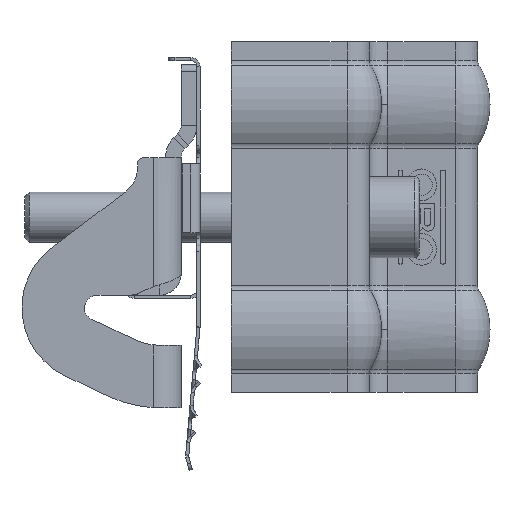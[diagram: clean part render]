
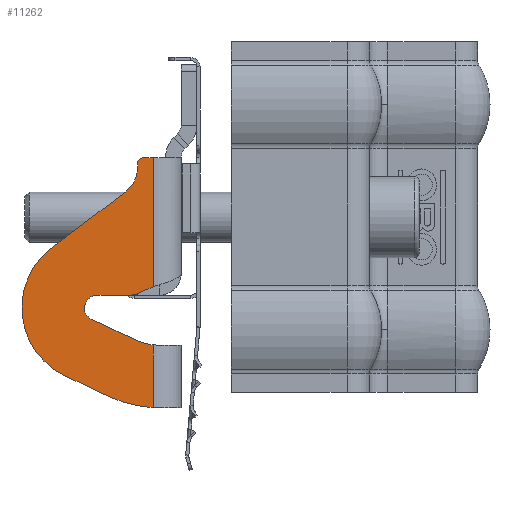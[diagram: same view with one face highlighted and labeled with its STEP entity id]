
A CAD part, left-side view. The second image highlights one B-rep face of the part: STEP entity #11262.
In plain terms, the highlighted planar face has unit normal (-1, 0, 0).
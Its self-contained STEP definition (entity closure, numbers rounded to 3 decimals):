
#230 = CIRCLE ( 'NONE', #8945, 5. ) ;
#349 = CARTESIAN_POINT ( 'NONE',  ( -27., 9.282, -18.077 ) ) ;
#408 = VERTEX_POINT ( 'NONE', #1929 ) ;
#493 = DIRECTION ( 'NONE',  ( 0., 0., 1. ) ) ;
#600 = ORIENTED_EDGE ( 'NONE', *, *, #1351, .F. ) ;
#616 = VERTEX_POINT ( 'NONE', #9976 ) ;
#703 = DIRECTION ( 'NONE',  ( 0., 0., 1. ) ) ;
#707 = CARTESIAN_POINT ( 'NONE',  ( -27., 4.472, 20. ) ) ;
#726 = ORIENTED_EDGE ( 'NONE', *, *, #12398, .F. ) ;
#885 = ORIENTED_EDGE ( 'NONE', *, *, #3987, .T. ) ;
#916 = DIRECTION ( 'NONE',  ( 0., 0.906, -0.423 ) ) ;
#930 = AXIS2_PLACEMENT_3D ( 'NONE', #7626, #3829, #12417 ) ;
#994 = DIRECTION ( 'NONE',  ( 1., 0., 0. ) ) ;
#1351 = EDGE_CURVE ( 'NONE', #1914, #2817, #7394, .T. ) ;
#1654 = EDGE_CURVE ( 'NONE', #408, #10234, #14156, .T. ) ;
#1663 = LINE ( 'NONE', #6495, #12694 ) ;
#1861 = CARTESIAN_POINT ( 'NONE',  ( -27., 4.472, 19. ) ) ;
#1914 = VERTEX_POINT ( 'NONE', #349 ) ;
#1929 = CARTESIAN_POINT ( 'NONE',  ( -27., 2., -9.918 ) ) ;
#2001 = VERTEX_POINT ( 'NONE', #10029 ) ;
#2133 = CARTESIAN_POINT ( 'NONE',  ( -27., 0.725, 0. ) ) ;
#2241 = CARTESIAN_POINT ( 'NONE',  ( -27., 0.725, 0. ) ) ;
#2393 = DIRECTION ( 'NONE',  ( 0., 0., 1. ) ) ;
#2425 = ORIENTED_EDGE ( 'NONE', *, *, #3604, .T. ) ;
#2699 = CIRCLE ( 'NONE', #4422, 5. ) ;
#2721 = CARTESIAN_POINT ( 'NONE',  ( -27., 16.107, -14.846 ) ) ;
#2805 = DIRECTION ( 'NONE',  ( 0., 0., 1. ) ) ;
#2817 = VERTEX_POINT ( 'NONE', #14758 ) ;
#3003 = LINE ( 'NONE', #6593, #8298 ) ;
#3040 = VECTOR ( 'NONE', #10735, 1000. ) ;
#3217 = ORIENTED_EDGE ( 'NONE', *, *, #4438, .T. ) ;
#3370 = CARTESIAN_POINT ( 'NONE',  ( -27., 4.472, 16. ) ) ;
#3604 = EDGE_CURVE ( 'NONE', #616, #12994, #230, .T. ) ;
#3676 = ORIENTED_EDGE ( 'NONE', *, *, #14631, .F. ) ;
#3753 = CARTESIAN_POINT ( 'NONE',  ( -27., 2., -19.959 ) ) ;
#3829 = DIRECTION ( 'NONE',  ( 1., 0., 0. ) ) ;
#3987 = EDGE_CURVE ( 'NONE', #6085, #2001, #2699, .T. ) ;
#4194 = CARTESIAN_POINT ( 'NONE',  ( -27., 9.472, 18.482 ) ) ;
#4236 = ORIENTED_EDGE ( 'NONE', *, *, #12041, .F. ) ;
#4289 = DIRECTION ( 'NONE',  ( 0., 0., -1. ) ) ;
#4422 = AXIS2_PLACEMENT_3D ( 'NONE', #4194, #12412, #2805 ) ;
#4437 = CARTESIAN_POINT ( 'NONE',  ( -27., 2., 0. ) ) ;
#4438 = EDGE_CURVE ( 'NONE', #10372, #616, #11606, .T. ) ;
#4695 = CARTESIAN_POINT ( 'NONE',  ( -27., 11.828, -5.808 ) ) ;
#4912 = VERTEX_POINT ( 'NONE', #9225 ) ;
#4937 = ORIENTED_EDGE ( 'NONE', *, *, #10380, .T. ) ;
#5071 = ORIENTED_EDGE ( 'NONE', *, *, #6836, .T. ) ;
#5239 = CARTESIAN_POINT ( 'NONE',  ( -27., 6.086, 3. ) ) ;
#5319 = ORIENTED_EDGE ( 'NONE', *, *, #12145, .T. ) ;
#5392 = DIRECTION ( 'NONE',  ( 0., -1., 0. ) ) ;
#5475 = CARTESIAN_POINT ( 'NONE',  ( -27., -3.528, 20. ) ) ;
#5555 = DIRECTION ( 'NONE',  ( 0., 0., -1. ) ) ;
#5754 = EDGE_LOOP ( 'NONE', ( #4236, #4937, #7041, #885, #12444, #3676, #600, #6455, #13745, #15369, #5319, #5071, #3217, #2425, #13475, #726 ) ) ;
#5775 = VECTOR ( 'NONE', #5392, 1000. ) ;
#5817 = DIRECTION ( 'NONE',  ( 1., 0., 0. ) ) ;
#6085 = VERTEX_POINT ( 'NONE', #12024 ) ;
#6130 = CARTESIAN_POINT ( 'NONE',  ( -27., 0.725, 0. ) ) ;
#6455 = ORIENTED_EDGE ( 'NONE', *, *, #10144, .F. ) ;
#6478 = AXIS2_PLACEMENT_3D ( 'NONE', #8921, #13416, #5555 ) ;
#6495 = CARTESIAN_POINT ( 'NONE',  ( -27., -2.528, 1.5 ) ) ;
#6574 = LINE ( 'NONE', #5475, #5775 ) ;
#6593 = CARTESIAN_POINT ( 'NONE',  ( -27., 2., 0. ) ) ;
#6616 = VECTOR ( 'NONE', #7619, 1000. ) ;
#6625 = DIRECTION ( 'NONE',  ( -1., 0., 0. ) ) ;
#6626 = LINE ( 'NONE', #4437, #12542 ) ;
#6676 = VERTEX_POINT ( 'NONE', #11729 ) ;
#6836 = EDGE_CURVE ( 'NONE', #4912, #10372, #7897, .T. ) ;
#6876 = DIRECTION ( 'NONE',  ( 0., 0., 1. ) ) ;
#6954 = CARTESIAN_POINT ( 'NONE',  ( -27., 3.472, 20. ) ) ;
#7041 = ORIENTED_EDGE ( 'NONE', *, *, #13919, .F. ) ;
#7394 = LINE ( 'NONE', #2721, #6616 ) ;
#7619 = DIRECTION ( 'NONE',  ( 0., 0.904, 0.428 ) ) ;
#7626 = CARTESIAN_POINT ( 'NONE',  ( -27., 10.972, -4. ) ) ;
#7801 = LINE ( 'NONE', #707, #9065 ) ;
#7897 = CIRCLE ( 'NONE', #930, 2. ) ;
#8246 = EDGE_CURVE ( 'NONE', #11748, #12994, #1663, .T. ) ;
#8281 = DIRECTION ( 'NONE',  ( 0., -0.797, 0.605 ) ) ;
#8298 = VECTOR ( 'NONE', #14887, 1000. ) ;
#8623 = DIRECTION ( 'NONE',  ( -1., 0., 0. ) ) ;
#8921 = CARTESIAN_POINT ( 'NONE',  ( -27., 10.972, -4. ) ) ;
#8945 = AXIS2_PLACEMENT_3D ( 'NONE', #5239, #6625, #703 ) ;
#9065 = VECTOR ( 'NONE', #493, 1000. ) ;
#9225 = CARTESIAN_POINT ( 'NONE',  ( -27., 11.828, -5.808 ) ) ;
#9404 = AXIS2_PLACEMENT_3D ( 'NONE', #2133, #12676, #6876 ) ;
#9976 = CARTESIAN_POINT ( 'NONE',  ( -27., 6.086, -2. ) ) ;
#10029 = CARTESIAN_POINT ( 'NONE',  ( -27., 6.449, 14.499 ) ) ;
#10144 = EDGE_CURVE ( 'NONE', #14094, #1914, #12649, .T. ) ;
#10234 = VERTEX_POINT ( 'NONE', #13331 ) ;
#10364 = PLANE ( 'NONE',  #12454 ) ;
#10372 = VERTEX_POINT ( 'NONE', #12164 ) ;
#10380 = EDGE_CURVE ( 'NONE', #12180, #11134, #14664, .T. ) ;
#10527 = FACE_OUTER_BOUND ( 'NONE', #5754, .T. ) ;
#10735 = DIRECTION ( 'NONE',  ( 0., 0.904, 0.428 ) ) ;
#10771 = VECTOR ( 'NONE', #13865, 1000. ) ;
#10805 = LINE ( 'NONE', #4695, #3040 ) ;
#11134 = VERTEX_POINT ( 'NONE', #1861 ) ;
#11233 = CARTESIAN_POINT ( 'NONE',  ( -27., 3.472, 19. ) ) ;
#11262 = ADVANCED_FACE ( 'NONE', ( #10527 ), #10364, .F. ) ;
#11606 = LINE ( 'NONE', #14962, #10771 ) ;
#11729 = CARTESIAN_POINT ( 'NONE',  ( -27., 2., 20. ) ) ;
#11748 = VERTEX_POINT ( 'NONE', #15349 ) ;
#11829 = LINE ( 'NONE', #3370, #12344 ) ;
#12024 = CARTESIAN_POINT ( 'NONE',  ( -27., 4.472, 18.482 ) ) ;
#12041 = EDGE_CURVE ( 'NONE', #12180, #6676, #6574, .T. ) ;
#12145 = EDGE_CURVE ( 'NONE', #10234, #4912, #10805, .T. ) ;
#12164 = CARTESIAN_POINT ( 'NONE',  ( -27., 10.972, -2. ) ) ;
#12180 = VERTEX_POINT ( 'NONE', #6954 ) ;
#12344 = VECTOR ( 'NONE', #8281, 1000. ) ;
#12398 = EDGE_CURVE ( 'NONE', #6676, #11748, #6626, .T. ) ;
#12412 = DIRECTION ( 'NONE',  ( 1., 0., 0. ) ) ;
#12417 = DIRECTION ( 'NONE',  ( 0., 0., -1. ) ) ;
#12444 = ORIENTED_EDGE ( 'NONE', *, *, #13583, .F. ) ;
#12454 = AXIS2_PLACEMENT_3D ( 'NONE', #2241, #994, #12858 ) ;
#12542 = VECTOR ( 'NONE', #4289, 1000. ) ;
#12617 = CARTESIAN_POINT ( 'NONE',  ( -27., 18.228, 5.558 ) ) ;
#12649 = CIRCLE ( 'NONE', #14418, 20. ) ;
#12676 = DIRECTION ( 'NONE',  ( 1., 0., 0. ) ) ;
#12691 = CARTESIAN_POINT ( 'NONE',  ( -27., 3.973, -1.532 ) ) ;
#12694 = VECTOR ( 'NONE', #916, 1000. ) ;
#12858 = DIRECTION ( 'NONE',  ( 0., 0., 1. ) ) ;
#12994 = VERTEX_POINT ( 'NONE', #12691 ) ;
#13068 = EDGE_CURVE ( 'NONE', #408, #14094, #3003, .T. ) ;
#13092 = VERTEX_POINT ( 'NONE', #12617 ) ;
#13230 = CIRCLE ( 'NONE', #6478, 12. ) ;
#13331 = CARTESIAN_POINT ( 'NONE',  ( -27., 5.004, -9.038 ) ) ;
#13407 = DIRECTION ( 'NONE',  ( 0., 1., 0. ) ) ;
#13416 = DIRECTION ( 'NONE',  ( 1., 0., 0. ) ) ;
#13475 = ORIENTED_EDGE ( 'NONE', *, *, #8246, .F. ) ;
#13583 = EDGE_CURVE ( 'NONE', #13092, #2001, #11829, .T. ) ;
#13745 = ORIENTED_EDGE ( 'NONE', *, *, #13068, .F. ) ;
#13865 = DIRECTION ( 'NONE',  ( 0., -1., 0. ) ) ;
#13919 = EDGE_CURVE ( 'NONE', #6085, #11134, #7801, .T. ) ;
#14094 = VERTEX_POINT ( 'NONE', #3753 ) ;
#14156 = CIRCLE ( 'NONE', #9404, 10. ) ;
#14418 = AXIS2_PLACEMENT_3D ( 'NONE', #6130, #5817, #2393 ) ;
#14631 = EDGE_CURVE ( 'NONE', #2817, #13092, #13230, .T. ) ;
#14664 = CIRCLE ( 'NONE', #14910, 1. ) ;
#14758 = CARTESIAN_POINT ( 'NONE',  ( -27., 16.107, -14.846 ) ) ;
#14887 = DIRECTION ( 'NONE',  ( 0., 0., -1. ) ) ;
#14910 = AXIS2_PLACEMENT_3D ( 'NONE', #11233, #8623, #13407 ) ;
#14962 = CARTESIAN_POINT ( 'NONE',  ( -27., -61.028, -2. ) ) ;
#15349 = CARTESIAN_POINT ( 'NONE',  ( -27., 2., -0.611 ) ) ;
#15369 = ORIENTED_EDGE ( 'NONE', *, *, #1654, .T. ) ;
